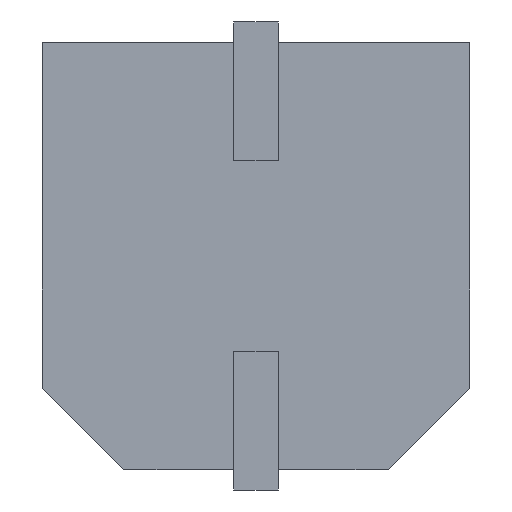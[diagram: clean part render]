
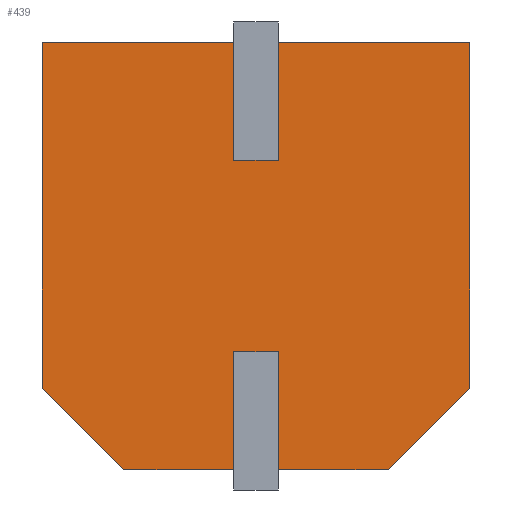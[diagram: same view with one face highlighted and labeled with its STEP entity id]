
A CAD part, front view. The second image highlights one B-rep face of the part: STEP entity #439.
In plain terms, the highlighted planar face has unit normal (0, -1, 0).
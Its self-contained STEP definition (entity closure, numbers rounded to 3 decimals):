
#17=LINE('',#637,#67);
#18=LINE('',#639,#68);
#19=LINE('',#641,#69);
#20=LINE('',#643,#70);
#21=LINE('',#645,#71);
#22=LINE('',#647,#72);
#23=LINE('',#649,#73);
#24=LINE('',#651,#74);
#25=LINE('',#653,#75);
#26=LINE('',#655,#76);
#27=LINE('',#657,#77);
#28=LINE('',#659,#78);
#29=LINE('',#661,#79);
#30=LINE('',#662,#80);
#67=VECTOR('',#526,1000.);
#68=VECTOR('',#527,1000.);
#69=VECTOR('',#528,1000.);
#70=VECTOR('',#529,1000.);
#71=VECTOR('',#530,1000.);
#72=VECTOR('',#531,1000.);
#73=VECTOR('',#532,1000.);
#74=VECTOR('',#533,1000.);
#75=VECTOR('',#534,1000.);
#76=VECTOR('',#535,1000.);
#77=VECTOR('',#536,1000.);
#78=VECTOR('',#537,1000.);
#79=VECTOR('',#538,1000.);
#80=VECTOR('',#539,1000.);
#117=PLANE('',#479);
#150=FACE_OUTER_BOUND('',#181,.T.);
#181=EDGE_LOOP('',(#313,#314,#315,#316,#317,#318,#319,#320,#321,#322,#323,
#324,#325,#326));
#215=VERTEX_POINT('',#635);
#216=VERTEX_POINT('',#636);
#217=VERTEX_POINT('',#638);
#218=VERTEX_POINT('',#640);
#219=VERTEX_POINT('',#642);
#220=VERTEX_POINT('',#644);
#221=VERTEX_POINT('',#646);
#222=VERTEX_POINT('',#648);
#223=VERTEX_POINT('',#650);
#224=VERTEX_POINT('',#652);
#225=VERTEX_POINT('',#654);
#226=VERTEX_POINT('',#656);
#227=VERTEX_POINT('',#658);
#228=VERTEX_POINT('',#660);
#253=EDGE_CURVE('',#215,#216,#17,.T.);
#254=EDGE_CURVE('',#216,#217,#18,.T.);
#255=EDGE_CURVE('',#217,#218,#19,.T.);
#256=EDGE_CURVE('',#218,#219,#20,.T.);
#257=EDGE_CURVE('',#219,#220,#21,.T.);
#258=EDGE_CURVE('',#220,#221,#22,.T.);
#259=EDGE_CURVE('',#222,#221,#23,.T.);
#260=EDGE_CURVE('',#223,#222,#24,.T.);
#261=EDGE_CURVE('',#224,#223,#25,.T.);
#262=EDGE_CURVE('',#224,#225,#26,.T.);
#263=EDGE_CURVE('',#225,#226,#27,.T.);
#264=EDGE_CURVE('',#226,#227,#28,.T.);
#265=EDGE_CURVE('',#227,#228,#29,.T.);
#266=EDGE_CURVE('',#228,#215,#30,.T.);
#313=ORIENTED_EDGE('',*,*,#253,.T.);
#314=ORIENTED_EDGE('',*,*,#254,.T.);
#315=ORIENTED_EDGE('',*,*,#255,.T.);
#316=ORIENTED_EDGE('',*,*,#256,.T.);
#317=ORIENTED_EDGE('',*,*,#257,.T.);
#318=ORIENTED_EDGE('',*,*,#258,.T.);
#319=ORIENTED_EDGE('',*,*,#259,.F.);
#320=ORIENTED_EDGE('',*,*,#260,.F.);
#321=ORIENTED_EDGE('',*,*,#261,.F.);
#322=ORIENTED_EDGE('',*,*,#262,.T.);
#323=ORIENTED_EDGE('',*,*,#263,.T.);
#324=ORIENTED_EDGE('',*,*,#264,.T.);
#325=ORIENTED_EDGE('',*,*,#265,.T.);
#326=ORIENTED_EDGE('',*,*,#266,.T.);
#439=ADVANCED_FACE('',(#150),#117,.F.);
#479=AXIS2_PLACEMENT_3D('',#634,#524,#525);
#524=DIRECTION('center_axis',(0.,1.,0.));
#525=DIRECTION('ref_axis',(0.,0.,1.));
#526=DIRECTION('',(1.,0.,0.));
#527=DIRECTION('',(0.,0.,-1.));
#528=DIRECTION('',(1.,0.,0.));
#529=DIRECTION('',(0.707,0.,0.707));
#530=DIRECTION('',(0.,0.,1.));
#531=DIRECTION('',(-1.,0.,0.));
#532=DIRECTION('',(0.,0.,1.));
#533=DIRECTION('',(1.,0.,0.));
#534=DIRECTION('',(0.,0.,-1.));
#535=DIRECTION('',(-1.,0.,0.));
#536=DIRECTION('',(0.,0.,-1.));
#537=DIRECTION('',(0.707,0.,-0.707));
#538=DIRECTION('',(1.,0.,0.));
#539=DIRECTION('',(0.,0.,1.));
#634=CARTESIAN_POINT('Origin',(-5.25,0.3,0.));
#635=CARTESIAN_POINT('',(-0.55,0.3,-2.35));
#636=CARTESIAN_POINT('',(0.55,0.3,-2.35));
#637=CARTESIAN_POINT('',(-0.55,0.3,-2.35));
#638=CARTESIAN_POINT('',(0.55,0.3,-5.25));
#639=CARTESIAN_POINT('',(0.55,0.3,-2.35));
#640=CARTESIAN_POINT('',(3.25,0.3,-5.25));
#641=CARTESIAN_POINT('',(-3.25,0.3,-5.25));
#642=CARTESIAN_POINT('',(5.25,0.3,-3.25));
#643=CARTESIAN_POINT('',(3.25,0.3,-5.25));
#644=CARTESIAN_POINT('',(5.25,0.3,5.25));
#645=CARTESIAN_POINT('',(5.25,0.3,-3.25));
#646=CARTESIAN_POINT('',(0.55,0.3,5.25));
#647=CARTESIAN_POINT('',(-5.25,0.3,5.25));
#648=CARTESIAN_POINT('',(0.55,0.3,2.35));
#649=CARTESIAN_POINT('',(0.55,0.3,2.35));
#650=CARTESIAN_POINT('',(-0.55,0.3,2.35));
#651=CARTESIAN_POINT('',(-0.55,0.3,2.35));
#652=CARTESIAN_POINT('',(-0.55,0.3,5.25));
#653=CARTESIAN_POINT('',(-0.55,0.3,2.35));
#654=CARTESIAN_POINT('',(-5.25,0.3,5.25));
#655=CARTESIAN_POINT('',(-5.25,0.3,5.25));
#656=CARTESIAN_POINT('',(-5.25,0.3,-3.25));
#657=CARTESIAN_POINT('',(-5.25,0.3,-3.25));
#658=CARTESIAN_POINT('',(-3.25,0.3,-5.25));
#659=CARTESIAN_POINT('',(-5.25,0.3,-3.25));
#660=CARTESIAN_POINT('',(-0.55,0.3,-5.25));
#661=CARTESIAN_POINT('',(-3.25,0.3,-5.25));
#662=CARTESIAN_POINT('',(-0.55,0.3,-2.35));
